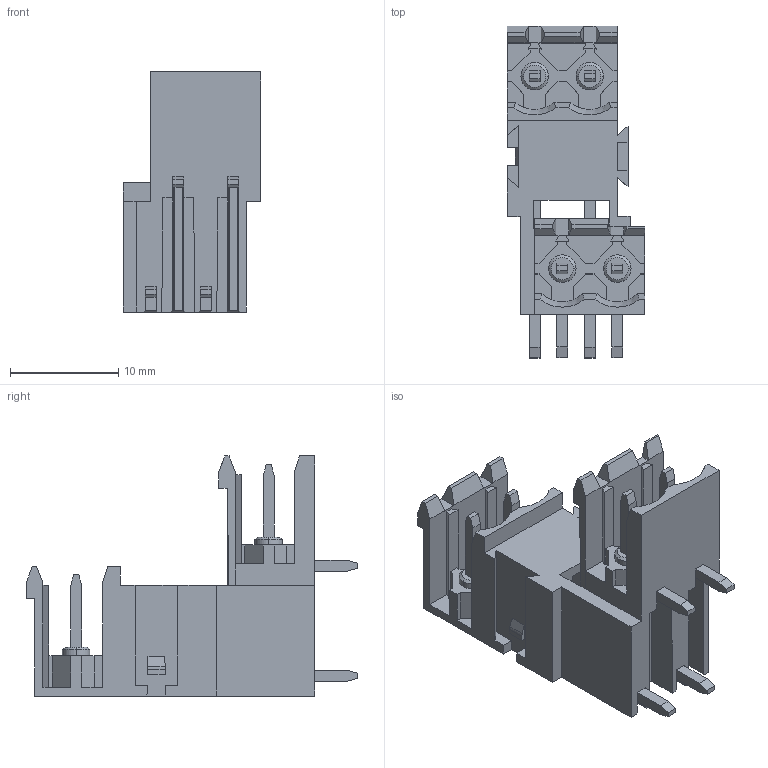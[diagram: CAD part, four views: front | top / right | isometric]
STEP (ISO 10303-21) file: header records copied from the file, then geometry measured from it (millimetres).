
FILE_DESCRIPTION (( 'STEP AP203' ), '1' );
FILE_NAME ('SOKETLI BASKILI DEVRE KLEMENSI - 5,08 MM KATLI ERKEK 90 - 2 LI.STEP', '2018-09-17T11:56:49', ( 'user' ), ( '' ), 'SwSTEP 2.0', 'SolidWorks 2016', '' );
FILE_SCHEMA (( 'CONFIG_CONTROL_DESIGN' ));
Length unit declared in the file: millimetre
Products named in the file (1): SOKETLI BASKILI DEVRE KLEMENSI - 5,08 MM KATLI ERKEK 90 - 2 LI
Bounding box: 12.7 x 30.63 x 22.16 mm (x, y, z)
Volume: 1760.6 mm3; surface area: 3939 mm2
Topology: 1 solids, 1 shells, 414 faces, 1195 edges, 782 vertices
Faces by surface type: plane 377, cylinder 21, cone 16
Entity records: 13428 total; most frequent: CARTESIAN_POINT 2434, ORIENTED_EDGE 2390, DIRECTION 2075, EDGE_CURVE 1195, LINE 1117, VECTOR 1117, VERTEX_POINT 782, AXIS2_PLACEMENT_3D 479
